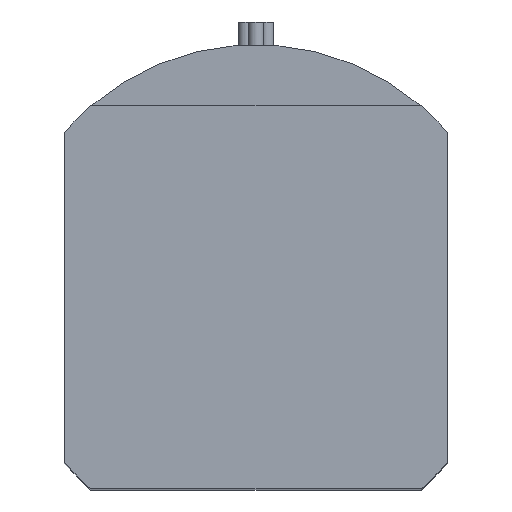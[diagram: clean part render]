
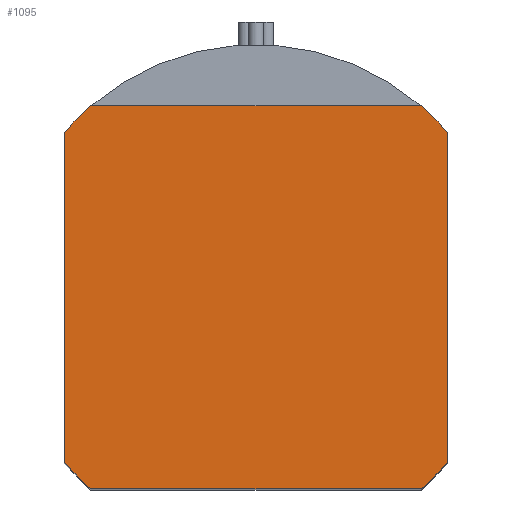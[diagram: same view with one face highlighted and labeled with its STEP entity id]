
A CAD part, top view. The second image highlights one B-rep face of the part: STEP entity #1095.
In plain terms, the highlighted planar face has unit normal (0, 0, 1).
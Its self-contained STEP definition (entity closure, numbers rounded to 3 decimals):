
#836=CARTESIAN_POINT('',(-10.77,12.5,42.0));
#837=VERTEX_POINT('',#836);
#844=CARTESIAN_POINT('',(10.77,12.5,42.0));
#845=VERTEX_POINT('',#844);
#846=CARTESIAN_POINT('',(-10.77,12.5,42.0));
#847=DIRECTION('',(1.0,0.0,0.0));
#848=VECTOR('',#847,21.541);
#849=LINE('',#846,#848);
#850=EDGE_CURVE('',#837,#845,#849,.T.);
#866=CARTESIAN_POINT('',(-10.77,-12.5,42.0));
#867=VERTEX_POINT('',#866);
#876=CARTESIAN_POINT('',(-12.5,-10.77,42.0));
#877=VERTEX_POINT('',#876);
#878=CARTESIAN_POINT('',(0.0,0.0,42.0));
#879=DIRECTION('',(0.0,0.0,1.0));
#880=DIRECTION('',(1.0,0.0,0.0));
#881=AXIS2_PLACEMENT_3D('',#878,#879,#880);
#882=CIRCLE('',#881,16.5);
#883=EDGE_CURVE('',#877,#867,#882,.T.);
#910=CARTESIAN_POINT('',(12.5,10.77,42.0));
#911=VERTEX_POINT('',#910);
#937=CARTESIAN_POINT('',(-12.5,10.77,42.0));
#938=VERTEX_POINT('',#937);
#945=CARTESIAN_POINT('',(0.0,0.0,42.0));
#946=DIRECTION('',(0.0,0.0,1.0));
#947=DIRECTION('',(1.0,0.0,0.0));
#948=AXIS2_PLACEMENT_3D('',#945,#946,#947);
#949=CIRCLE('',#948,16.5);
#950=EDGE_CURVE('',#837,#938,#949,.T.);
#955=CARTESIAN_POINT('',(0.0,0.0,42.0));
#956=DIRECTION('',(0.0,0.0,1.0));
#957=DIRECTION('',(1.0,0.0,0.0));
#958=AXIS2_PLACEMENT_3D('',#955,#956,#957);
#959=CIRCLE('',#958,16.5);
#960=EDGE_CURVE('',#911,#845,#959,.T.);
#977=CARTESIAN_POINT('',(12.5,-10.77,42.0));
#978=VERTEX_POINT('',#977);
#987=CARTESIAN_POINT('',(10.77,-12.5,42.0));
#988=VERTEX_POINT('',#987);
#989=CARTESIAN_POINT('',(0.0,0.0,42.0));
#990=DIRECTION('',(0.0,0.0,1.0));
#991=DIRECTION('',(1.0,0.0,0.0));
#992=AXIS2_PLACEMENT_3D('',#989,#990,#991);
#993=CIRCLE('',#992,16.5);
#994=EDGE_CURVE('',#988,#978,#993,.T.);
#1020=CARTESIAN_POINT('',(-12.5,-10.77,42.0));
#1021=DIRECTION('',(0.0,1.0,0.0));
#1022=VECTOR('',#1021,21.541);
#1023=LINE('',#1020,#1022);
#1024=EDGE_CURVE('',#877,#938,#1023,.T.);
#1049=CARTESIAN_POINT('',(10.77,-12.5,42.0));
#1050=DIRECTION('',(-1.0,0.0,0.0));
#1051=VECTOR('',#1050,21.541);
#1052=LINE('',#1049,#1051);
#1053=EDGE_CURVE('',#988,#867,#1052,.T.);
#1064=CARTESIAN_POINT('',(12.5,10.77,42.0));
#1065=DIRECTION('',(0.0,-1.0,0.0));
#1066=VECTOR('',#1065,21.541);
#1067=LINE('',#1064,#1066);
#1068=EDGE_CURVE('',#911,#978,#1067,.T.);
#1080=CARTESIAN_POINT('',(0.,0.0,42.0));
#1081=DIRECTION('',(0.0,0.0,1.0));
#1082=DIRECTION('',(1.0,0.0,0.0));
#1083=AXIS2_PLACEMENT_3D('',#1080,#1081,#1082);
#1084=PLANE('',#1083);
#1085=ORIENTED_EDGE('',*,*,#883,.T.);
#1086=ORIENTED_EDGE('',*,*,#1053,.F.);
#1087=ORIENTED_EDGE('',*,*,#994,.T.);
#1088=ORIENTED_EDGE('',*,*,#1068,.F.);
#1089=ORIENTED_EDGE('',*,*,#960,.T.);
#1090=ORIENTED_EDGE('',*,*,#850,.F.);
#1091=ORIENTED_EDGE('',*,*,#950,.T.);
#1092=ORIENTED_EDGE('',*,*,#1024,.F.);
#1093=EDGE_LOOP('',(#1085,#1086,#1087,#1088,#1089,#1090,#1091,#1092));
#1094=FACE_OUTER_BOUND('',#1093,.T.);
#1095=ADVANCED_FACE('',(#1094),#1084,.T.);
